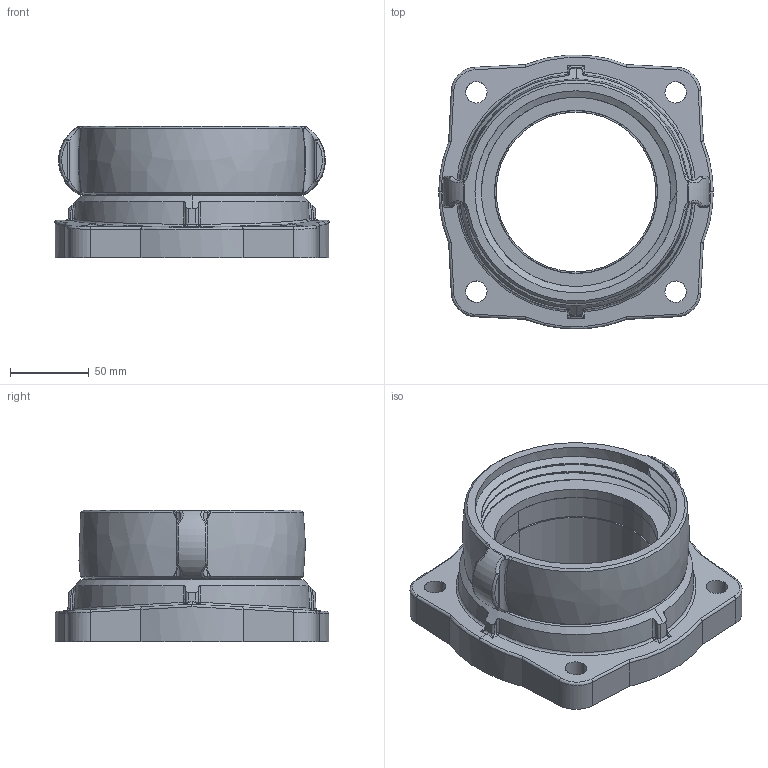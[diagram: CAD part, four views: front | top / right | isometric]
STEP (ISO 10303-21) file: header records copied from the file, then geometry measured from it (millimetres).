
FILE_DESCRIPTION((''),'2;1');
FILE_NAME('88400651_00','2017-08-25T',('sobrien2'),(''),'CREO PARAMETRIC BY PTC INC, 2015290','CREO PARAMETRIC BY PTC INC, 2015290','');
FILE_SCHEMA(('CONFIG_CONTROL_DESIGN'));
Length unit declared in the file: inch
Products named in the file (1): 88400651_00
Bounding box: 174.62 x 174.39 x 84 mm (x, y, z)
Surface area: 134005.5 mm2 (no closed solid volume)
Topology: 0 solids, 5 shells, 271 faces, 665 edges, 388 vertices
Faces by surface type: bspline 88, cylinder 76, plane 57, cone 32, sphere 16, torus 2
Entity records: 15014 total; most frequent: CARTESIAN_POINT 9464, ORIENTED_EDGE 1246, DIRECTION 926, EDGE_CURVE 658, VERTEX_POINT 388, AXIS2_PLACEMENT_3D 353, EDGE_LOOP 288, FACE_OUTER_BOUND 271
